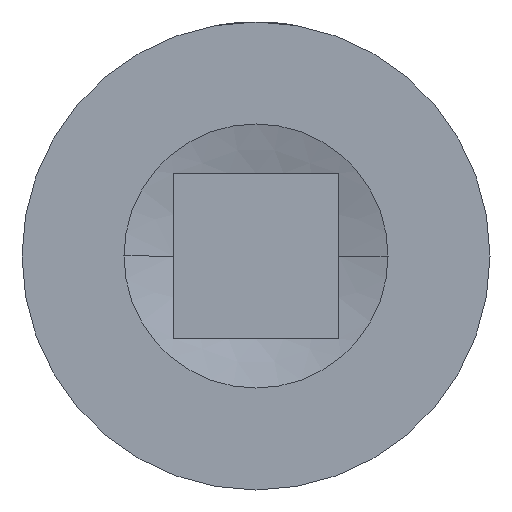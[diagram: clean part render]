
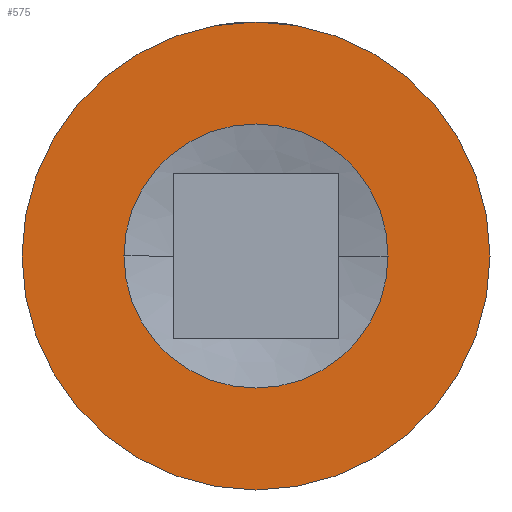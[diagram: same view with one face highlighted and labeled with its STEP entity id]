
A CAD part, front view. The second image highlights one B-rep face of the part: STEP entity #575.
In plain terms, the highlighted planar face has unit normal (0, -1, 0).
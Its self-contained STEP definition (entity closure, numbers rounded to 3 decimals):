
#65 = ORIENTED_EDGE ( 'NONE', *, *, #438, .F. ) ;
#74 = VERTEX_POINT ( 'NONE', #1309 ) ;
#75 = CARTESIAN_POINT ( 'NONE',  ( 0., 0., 0. ) ) ;
#99 = PLANE ( 'NONE',  #119 ) ;
#119 = AXIS2_PLACEMENT_3D ( 'NONE', #1477, #327, #694 ) ;
#201 = DIRECTION ( 'NONE',  ( 0., -1., 0. ) ) ;
#218 = DIRECTION ( 'NONE',  ( 1., 0., 0. ) ) ;
#253 = AXIS2_PLACEMENT_3D ( 'NONE', #988, #853, #218 ) ;
#264 = CARTESIAN_POINT ( 'NONE',  ( -10.16, 0., 0. ) ) ;
#303 = DIRECTION ( 'NONE',  ( 0., -1., 0. ) ) ;
#310 = CIRCLE ( 'NONE', #491, 18. ) ;
#327 = DIRECTION ( 'NONE',  ( 0., -1., 0. ) ) ;
#331 = CARTESIAN_POINT ( 'NONE',  ( -18., 0., 0. ) ) ;
#336 = FACE_OUTER_BOUND ( 'NONE', #424, .T. ) ;
#424 = EDGE_LOOP ( 'NONE', ( #1425, #1016 ) ) ;
#438 = EDGE_CURVE ( 'NONE', #1151, #74, #858, .T. ) ;
#446 = ORIENTED_EDGE ( 'NONE', *, *, #626, .F. ) ;
#455 = EDGE_CURVE ( 'NONE', #1392, #529, #566, .T. ) ;
#491 = AXIS2_PLACEMENT_3D ( 'NONE', #75, #201, #970 ) ;
#529 = VERTEX_POINT ( 'NONE', #714 ) ;
#566 = CIRCLE ( 'NONE', #643, 18. ) ;
#575 = ADVANCED_FACE ( 'NONE', ( #336, #1105 ), #99, .T. ) ;
#626 = EDGE_CURVE ( 'NONE', #74, #1151, #1260, .T. ) ;
#643 = AXIS2_PLACEMENT_3D ( 'NONE', #1166, #806, #1184 ) ;
#644 = EDGE_CURVE ( 'NONE', #529, #1392, #310, .T. ) ;
#652 = CARTESIAN_POINT ( 'NONE',  ( 0., 0., 0. ) ) ;
#694 = DIRECTION ( 'NONE',  ( 1., 0., 0. ) ) ;
#714 = CARTESIAN_POINT ( 'NONE',  ( 18., 0., 0. ) ) ;
#806 = DIRECTION ( 'NONE',  ( 0., -1., 0. ) ) ;
#853 = DIRECTION ( 'NONE',  ( 0., -1., 0. ) ) ;
#858 = CIRCLE ( 'NONE', #1449, 10.16 ) ;
#970 = DIRECTION ( 'NONE',  ( 1., 0., 0. ) ) ;
#988 = CARTESIAN_POINT ( 'NONE',  ( 0., 0., 0. ) ) ;
#1016 = ORIENTED_EDGE ( 'NONE', *, *, #455, .T. ) ;
#1105 = FACE_BOUND ( 'NONE', #1468, .T. ) ;
#1151 = VERTEX_POINT ( 'NONE', #264 ) ;
#1166 = CARTESIAN_POINT ( 'NONE',  ( 0., 0., 0. ) ) ;
#1184 = DIRECTION ( 'NONE',  ( 1., 0., 0. ) ) ;
#1260 = CIRCLE ( 'NONE', #253, 10.16 ) ;
#1309 = CARTESIAN_POINT ( 'NONE',  ( 10.16, 0., 0. ) ) ;
#1392 = VERTEX_POINT ( 'NONE', #331 ) ;
#1425 = ORIENTED_EDGE ( 'NONE', *, *, #644, .T. ) ;
#1449 = AXIS2_PLACEMENT_3D ( 'NONE', #652, #303, #1586 ) ;
#1468 = EDGE_LOOP ( 'NONE', ( #446, #65 ) ) ;
#1477 = CARTESIAN_POINT ( 'NONE',  ( 10.16, 0., 0. ) ) ;
#1586 = DIRECTION ( 'NONE',  ( 1., 0., 0. ) ) ;
